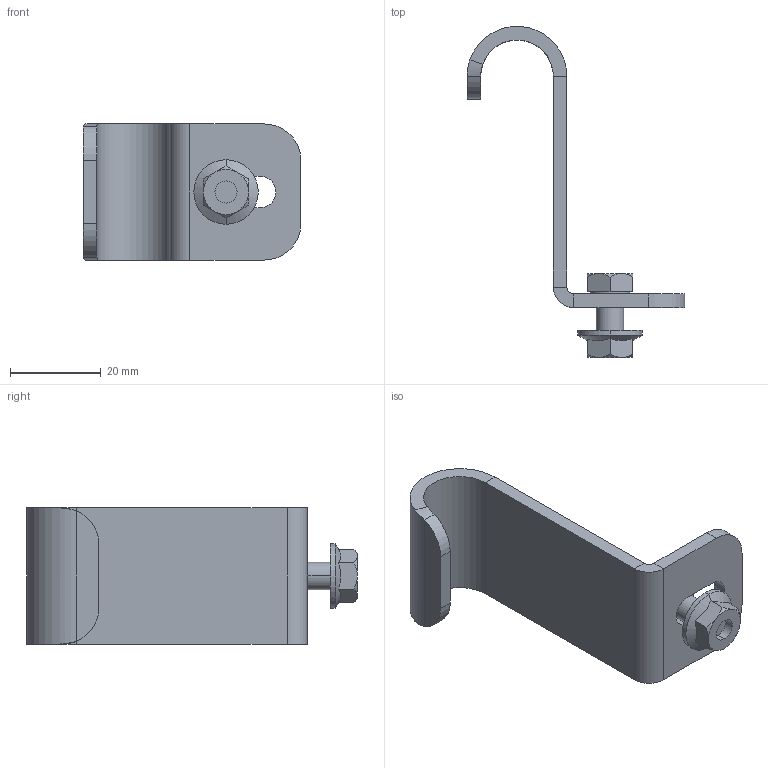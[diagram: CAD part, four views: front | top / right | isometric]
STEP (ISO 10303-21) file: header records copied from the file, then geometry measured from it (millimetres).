
FILE_DESCRIPTION (( 'STEP AP203' ), '1' );
FILE_NAME ('10-02-1498.STEP', '2013-05-02T12:28:16', ( 'asennus' ), ( '' ), 'SwSTEP 2.0', 'SolidWorks 2013', '' );
FILE_SCHEMA (( 'CONFIG_CONTROL_DESIGN' ));
Length unit declared in the file: millimetre
Products named in the file (1): 10-02-1498
Bounding box: 48 x 72.96 x 30 mm (x, y, z)
Surface area: 8546.1 mm2 (no closed solid volume)
Topology: 0 solids, 4 shells, 74 faces, 164 edges, 98 vertices
Faces by surface type: plane 36, cylinder 20, cone 16, bspline 2
Entity records: 2244 total; most frequent: CARTESIAN_POINT 577, DIRECTION 326, ORIENTED_EDGE 324, EDGE_CURVE 164, AXIS2_PLACEMENT_3D 127, VERTEX_POINT 98, EDGE_LOOP 80, FACE_OUTER_BOUND 74
